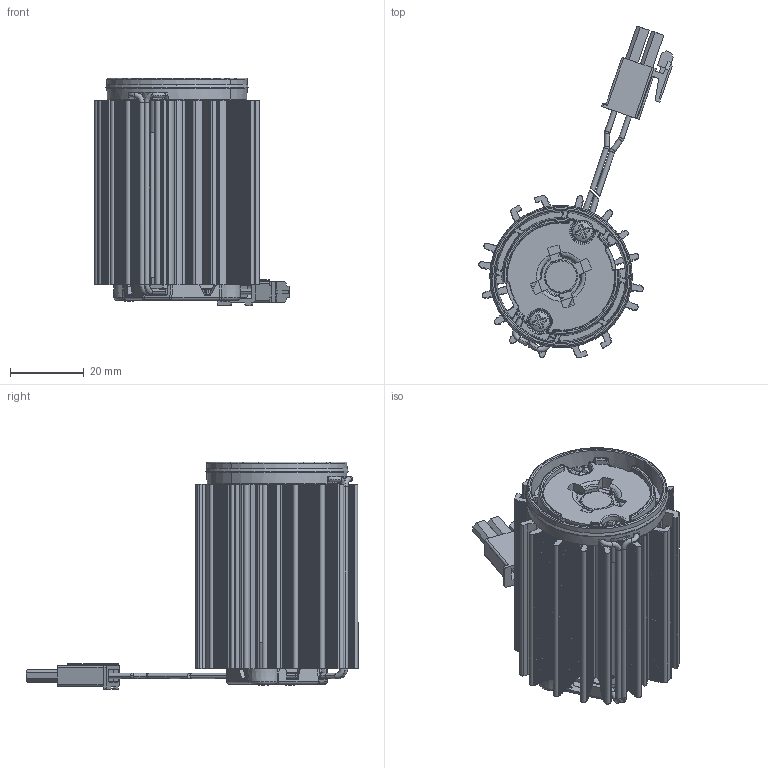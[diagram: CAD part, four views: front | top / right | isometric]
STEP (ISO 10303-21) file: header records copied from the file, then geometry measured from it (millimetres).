
FILE_DESCRIPTION(('Creo Elements/Direct Modeling STEP Export'),'2;1');
FILE_NAME('ENGINE_9.2.stp','2018-02-21T11:59:49',(''),(''),'Creo Elements/Direct Modeling STEP processor for AP214 (Solid Model)','Creo Elements/Direct Modeling 19.0F 14-Feb-2017 (C) Parametric Technology GmbH','');
FILE_SCHEMA(('AUTOMOTIVE_DESIGN { 1 0 10303 214 1 1 1 1 }'));
Length unit declared in the file: millimetre
Products named in the file (26): HOLDER_12_5X12_5; SERRACAVO_1.PRT; DISSIPATORE; V8_BXRE_SM_PRT.PRT; V8_BXRE_BASE_ROUND_CENTER_PRT_1.PRT; V8_BXRE_RD_PRT.PRT; V8_BXRE_PH_PRT.PRT; CUT-EXTRUDE1_4__PRT.PRT; CUT-EXTRUDE1_8__PRT.PRT; CUT-EXTRUDE1_3__PRT.PRT; CUT-EXTRUDE1_6__PRT.PRT; CUT-EXTRUDE1_7__PRT.PRT; CUT-EXTRUDE1_2__PRT.PRT; CUT-EXTRUDE1_5__PRT.PRT; CUT-EXTRUDE1_1__PRT.PRT; V8_BXRE_METAL_ASM.ASM; V8_BXRE; CAVO_CONN_1; CAVO_1; CAVO_1.2; CAVO_CONN_2; COP_MASCHIO; CAVO_CONN_3; CONNETTORE.ASM; LED.ASM; ENGINE_9.2
Assembly tree (25 placements, depth 5):
  ENGINE_9.2
    LED.ASM
      CONNETTORE.ASM
        CAVO_CONN_3
        COP_MASCHIO
        CAVO_CONN_2
        CAVO_1.2
        CAVO_1
        CAVO_CONN_1
      V8_BXRE
        V8_BXRE_METAL_ASM.ASM
          CUT-EXTRUDE1_1__PRT.PRT
          CUT-EXTRUDE1_5__PRT.PRT
          CUT-EXTRUDE1_2__PRT.PRT
          CUT-EXTRUDE1_7__PRT.PRT
          CUT-EXTRUDE1_6__PRT.PRT
          CUT-EXTRUDE1_3__PRT.PRT
          CUT-EXTRUDE1_8__PRT.PRT
          CUT-EXTRUDE1_4__PRT.PRT
        V8_BXRE_PH_PRT.PRT
        V8_BXRE_RD_PRT.PRT
        V8_BXRE_BASE_ROUND_CENTER_PRT_1.PRT
        V8_BXRE_SM_PRT.PRT
    DISSIPATORE
    SERRACAVO_1.PRT
    HOLDER_12_5X12_5
Bounding box: 52.61 x 89.86 x 61.67 mm (x, y, z)
Volume: 43118.6 mm3; surface area: 37807.1 mm2
Topology: 21 solids, 21 shells, 2376 faces, 6674 edges, 4300 vertices
Faces by surface type: plane 1395, cylinder 538, bspline 196, torus 110, cone 79, sphere 58
Entity records: 87197 total; most frequent: CARTESIAN_POINT 24968, ORIENTED_EDGE 13234, DIRECTION 11588, EDGE_CURVE 6617, VECTOR 4362, LINE 4362, VERTEX_POINT 4300, AXIS2_PLACEMENT_3D 3613
